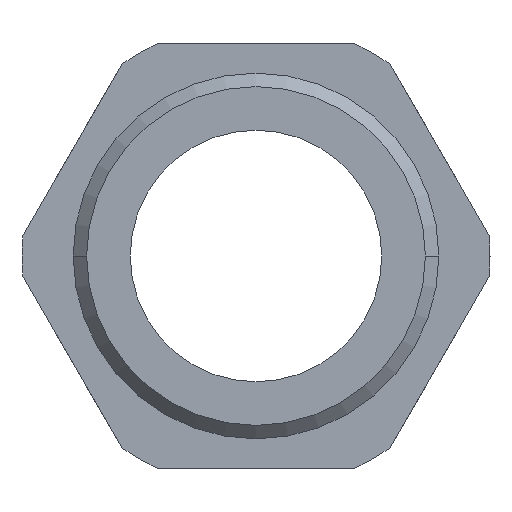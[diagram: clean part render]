
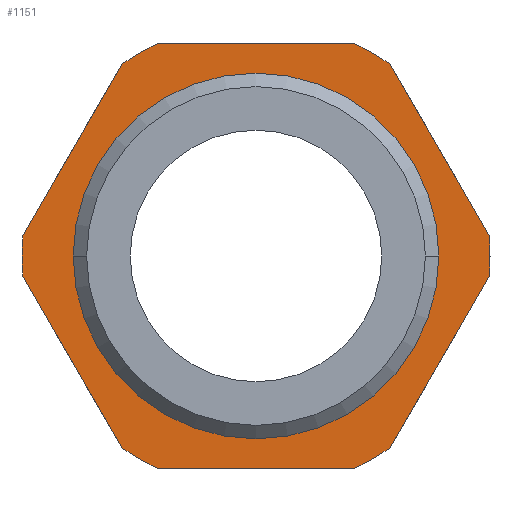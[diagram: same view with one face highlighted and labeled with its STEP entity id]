
A CAD part, front view. The second image highlights one B-rep face of the part: STEP entity #1151.
In plain terms, the highlighted planar face has unit normal (0, -1, 0).
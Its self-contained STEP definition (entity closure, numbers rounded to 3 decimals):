
#18=DIRECTION('',(0.5,0.,0.866));
#19=VECTOR('',#18,13.528);
#20=CARTESIAN_POINT('',(9.175,7.,-13.108));
#21=LINE('',#20,#19);
#22=CARTESIAN_POINT('',(0.,7.,0.));
#23=DIRECTION('',(0.,-1.,0.));
#24=DIRECTION('',(0.423,0.,-0.906));
#25=AXIS2_PLACEMENT_3D('',#22,#23,#24);
#27=DIRECTION('',(1.,0.,0.));
#28=VECTOR('',#27,13.528);
#29=CARTESIAN_POINT('',(-6.764,7.,-14.5));
#30=LINE('',#29,#28);
#31=CARTESIAN_POINT('',(0.,7.,0.));
#32=DIRECTION('',(0.,-1.,0.));
#33=DIRECTION('',(-0.573,0.,-0.819));
#34=AXIS2_PLACEMENT_3D('',#31,#32,#33);
#36=DIRECTION('',(0.5,0.,-0.866));
#37=VECTOR('',#36,13.528);
#38=CARTESIAN_POINT('',(-15.939,7.,-1.392));
#39=LINE('',#38,#37);
#40=CARTESIAN_POINT('',(0.,7.,0.));
#41=DIRECTION('',(0.,-1.,0.));
#42=DIRECTION('',(-1.,0.,0.));
#43=AXIS2_PLACEMENT_3D('',#40,#41,#42);
#45=CARTESIAN_POINT('',(0.,7.,0.));
#46=DIRECTION('',(0.,-1.,0.));
#47=DIRECTION('',(-0.996,0.,0.087));
#48=AXIS2_PLACEMENT_3D('',#45,#46,#47);
#50=DIRECTION('',(-0.5,0.,-0.866));
#51=VECTOR('',#50,13.528);
#52=CARTESIAN_POINT('',(-9.175,7.,13.108));
#53=LINE('',#52,#51);
#54=CARTESIAN_POINT('',(0.,7.,0.));
#55=DIRECTION('',(0.,-1.,0.));
#56=DIRECTION('',(-0.423,0.,0.906));
#57=AXIS2_PLACEMENT_3D('',#54,#55,#56);
#59=DIRECTION('',(-1.,0.,0.));
#60=VECTOR('',#59,13.528);
#61=CARTESIAN_POINT('',(6.764,7.,14.5));
#62=LINE('',#61,#60);
#63=CARTESIAN_POINT('',(0.,7.,0.));
#64=DIRECTION('',(0.,-1.,0.));
#65=DIRECTION('',(0.573,0.,0.819));
#66=AXIS2_PLACEMENT_3D('',#63,#64,#65);
#68=DIRECTION('',(-0.5,0.,0.866));
#69=VECTOR('',#68,13.528);
#70=CARTESIAN_POINT('',(15.939,7.,1.392));
#71=LINE('',#70,#69);
#72=CARTESIAN_POINT('',(0.,7.,0.));
#73=DIRECTION('',(0.,-1.,0.));
#74=DIRECTION('',(0.996,0.,-0.087));
#75=AXIS2_PLACEMENT_3D('',#72,#73,#74);
#77=CARTESIAN_POINT('',(0.,7.,0.));
#78=DIRECTION('',(0.,1.,0.));
#79=DIRECTION('',(1.,0.,0.));
#80=AXIS2_PLACEMENT_3D('',#77,#78,#79);
#82=CARTESIAN_POINT('',(0.,7.,0.));
#83=DIRECTION('',(0.,1.,0.));
#84=DIRECTION('',(-1.,0.,0.));
#85=AXIS2_PLACEMENT_3D('',#82,#83,#84);
#898=CARTESIAN_POINT('',(15.939,7.,1.392));
#899=CARTESIAN_POINT('',(9.175,7.,13.108));
#900=VERTEX_POINT('',#898);
#901=VERTEX_POINT('',#899);
#914=CARTESIAN_POINT('',(-6.764,7.,-14.5));
#915=CARTESIAN_POINT('',(6.764,7.,-14.5));
#916=VERTEX_POINT('',#914);
#917=VERTEX_POINT('',#915);
#938=CARTESIAN_POINT('',(9.175,7.,-13.108));
#939=CARTESIAN_POINT('',(15.939,7.,-1.392));
#940=VERTEX_POINT('',#938);
#941=VERTEX_POINT('',#939);
#942=CARTESIAN_POINT('',(6.764,7.,14.5));
#943=VERTEX_POINT('',#942);
#944=CARTESIAN_POINT('',(-6.764,7.,14.5));
#945=VERTEX_POINT('',#944);
#946=CARTESIAN_POINT('',(-9.175,7.,13.108));
#947=VERTEX_POINT('',#946);
#948=CARTESIAN_POINT('',(-15.939,7.,1.392));
#949=VERTEX_POINT('',#948);
#950=CARTESIAN_POINT('',(-16.,7.,0.));
#951=VERTEX_POINT('',#950);
#952=CARTESIAN_POINT('',(-15.939,7.,-1.392));
#953=VERTEX_POINT('',#952);
#954=CARTESIAN_POINT('',(-9.175,7.,-13.108));
#955=VERTEX_POINT('',#954);
#1035=CARTESIAN_POINT('',(11.5,7.,0.));
#1037=VERTEX_POINT('',#1035);
#1039=CARTESIAN_POINT('',(-11.5,7.,0.));
#1041=VERTEX_POINT('',#1039);
#1113=CARTESIAN_POINT('',(11.5,7.,0.));
#1114=DIRECTION('',(0.,-1.,0.));
#1115=DIRECTION('',(1.,0.,0.));
#1116=AXIS2_PLACEMENT_3D('',#1113,#1114,#1115);
#1117=PLANE('',#1116);
#1119=ORIENTED_EDGE('',*,*,#1118,.F.);
#1121=ORIENTED_EDGE('',*,*,#1120,.F.);
#1123=ORIENTED_EDGE('',*,*,#1122,.F.);
#1125=ORIENTED_EDGE('',*,*,#1124,.F.);
#1127=ORIENTED_EDGE('',*,*,#1126,.F.);
#1129=ORIENTED_EDGE('',*,*,#1128,.F.);
#1131=ORIENTED_EDGE('',*,*,#1130,.F.);
#1133=ORIENTED_EDGE('',*,*,#1132,.F.);
#1135=ORIENTED_EDGE('',*,*,#1134,.F.);
#1137=ORIENTED_EDGE('',*,*,#1136,.F.);
#1139=ORIENTED_EDGE('',*,*,#1138,.F.);
#1140=ORIENTED_EDGE('',*,*,#1095,.F.);
#1142=ORIENTED_EDGE('',*,*,#1141,.F.);
#1143=EDGE_LOOP('',(#1119,#1121,#1123,#1125,#1127,#1129,#1131,#1133,#1135,#1137,
#1139,#1140,#1142));
#1144=FACE_OUTER_BOUND('',#1143,.F.);
#1146=ORIENTED_EDGE('',*,*,#1145,.F.);
#1148=ORIENTED_EDGE('',*,*,#1147,.F.);
#1149=EDGE_LOOP('',(#1146,#1148));
#1150=FACE_BOUND('',#1149,.F.);
#1151=ADVANCED_FACE('',(#1144,#1150),#1117,.T.);
#26=CIRCLE('',#25,16.);
#35=CIRCLE('',#34,16.);
#44=CIRCLE('',#43,16.);
#49=CIRCLE('',#48,16.);
#58=CIRCLE('',#57,16.);
#67=CIRCLE('',#66,16.);
#76=CIRCLE('',#75,16.);
#81=CIRCLE('',#80,11.5);
#86=CIRCLE('',#85,11.5);
#1095=EDGE_CURVE('',#900,#901,#71,.T.);
#1118=EDGE_CURVE('',#940,#941,#21,.T.);
#1120=EDGE_CURVE('',#917,#940,#26,.T.);
#1122=EDGE_CURVE('',#916,#917,#30,.T.);
#1124=EDGE_CURVE('',#955,#916,#35,.T.);
#1126=EDGE_CURVE('',#953,#955,#39,.T.);
#1128=EDGE_CURVE('',#951,#953,#44,.T.);
#1130=EDGE_CURVE('',#949,#951,#49,.T.);
#1132=EDGE_CURVE('',#947,#949,#53,.T.);
#1134=EDGE_CURVE('',#945,#947,#58,.T.);
#1136=EDGE_CURVE('',#943,#945,#62,.T.);
#1138=EDGE_CURVE('',#901,#943,#67,.T.);
#1141=EDGE_CURVE('',#941,#900,#76,.T.);
#1145=EDGE_CURVE('',#1037,#1041,#81,.T.);
#1147=EDGE_CURVE('',#1041,#1037,#86,.T.);
